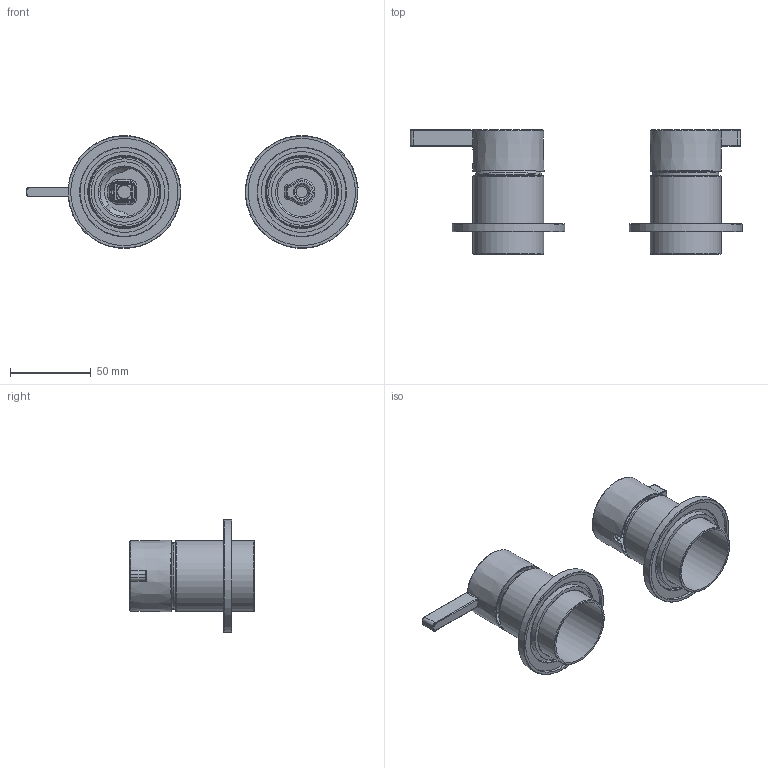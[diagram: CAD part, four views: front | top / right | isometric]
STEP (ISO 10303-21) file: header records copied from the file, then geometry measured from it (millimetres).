
FILE_DESCRIPTION(/* description */ ('Unknown'),/* implementation_level */ '2;1');
FILE_NAME(/* name */ 'AC129-00',/* time_stamp */ '2023-11-15T14:09:57+01:00',/* author */ ('Unknown'),/* organization */ ('Unknown'),/* preprocessor_version */ 'ST-DEVELOPER v18.102',/* originating_system */ 'Solid Edge',/* authorisation */ 'Unknown');
FILE_SCHEMA (('AUTOMOTIVE_DESIGN {1 0 10303 214 3 1 1}'));
Length unit declared in the file: millimetre
Products named in the file (11): AC129EXT-00; AC111-001_oa_0; AC111-01; AC111-02; AC131-03; AC131-003_oa_1; AC131-04; AC131-001_oa_2; AC131-01; AC023-01; AC131-003_oa_3
Assembly tree (12 placements, depth 3):
  AC129EXT-00
    AC111-001_oa_0
      AC111-01
    AC111-02
    AC131-03  x2
    AC131-003_oa_1
      AC131-04
    AC131-001_oa_2
      AC131-01
    AC023-01
    AC131-003_oa_3
      AC131-04
Bounding box: 205.91 x 77 x 69.82 mm (x, y, z)
Volume: 70903.9 mm3; surface area: 73482 mm2
Topology: 8 solids, 8 shells, 439 faces, 1042 edges, 652 vertices
Faces by surface type: plane 172, cylinder 100, bspline 91, cone 37, torus 37, sphere 2
Full cylindrical faces by diameter (mm): 3.242 x2, 8.5 x1, 10.8 x1, 30.3 x2, 34.5 x2, 36.2 x2, 37.5 x2, 38.6 x4, 39 x2, 41 x2, 41.2 x2, 44 x2, 44.5 x2, 45 x2, 46.7 x2, 50 x2, 55 x2, 66.5 x2, 70 x2
Entity records: 14696 total; most frequent: CARTESIAN_POINT 3832, ORIENTED_EDGE 1708, DIRECTION 1599, EDGE_CURVE 854, AXIS2_PLACEMENT_3D 595, VERTEX_POINT 574, EDGE_LOOP 522, FACE_BOUND 522
